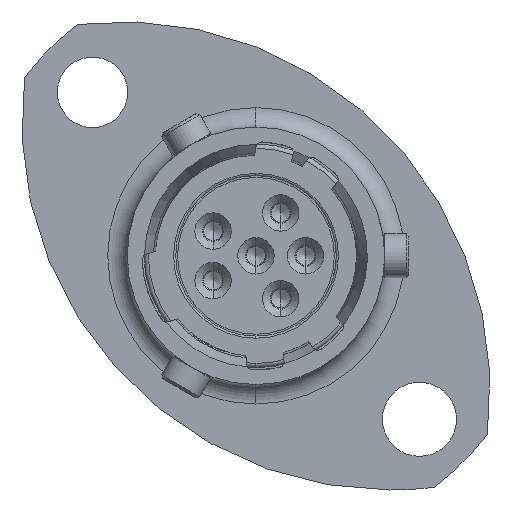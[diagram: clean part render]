
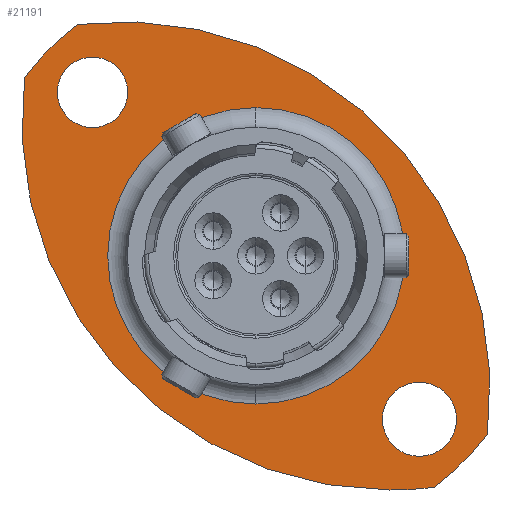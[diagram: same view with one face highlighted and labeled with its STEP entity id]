
A CAD part, left-side view. The second image highlights one B-rep face of the part: STEP entity #21191.
In plain terms, the highlighted planar face has unit normal (-1, 0, 0).
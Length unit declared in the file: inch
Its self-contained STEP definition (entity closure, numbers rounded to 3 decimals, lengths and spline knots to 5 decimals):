
#1226 = DIRECTION ( 'NONE',  ( 0., 0., -1. ) ) ;
#1856 = CARTESIAN_POINT ( 'NONE',  ( 0.62913, 0.42077, 0.32472 ) ) ;
#2039 = CARTESIAN_POINT ( 'NONE',  ( 0.62913, 0.29718, 0.29718 ) ) ;
#2412 = CARTESIAN_POINT ( 'NONE',  ( 0.62913, 0., 0. ) ) ;
#2718 = AXIS2_PLACEMENT_3D ( 'NONE', #33860, #13196, #37266 ) ;
#2820 = EDGE_CURVE ( 'NONE', #20674, #29405, #28683, .T. ) ;
#2969 = ORIENTED_EDGE ( 'NONE', *, *, #10120, .T. ) ;
#3058 = DIRECTION ( 'NONE',  ( -1., 0., 0. ) ) ;
#3353 = CARTESIAN_POINT ( 'NONE',  ( 0.62913, 0., 0. ) ) ;
#3629 = AXIS2_PLACEMENT_3D ( 'NONE', #27924, #7249, #31387 ) ;
#3695 = AXIS2_PLACEMENT_3D ( 'NONE', #23565, #3058, #27026 ) ;
#5407 = DIRECTION ( 'NONE',  ( 0., 0., -1. ) ) ;
#5578 = CARTESIAN_POINT ( 'NONE',  ( 0.62913, 0., 0.26949 ) ) ;
#5679 = CIRCLE ( 'NONE', #3629, 0.66929 ) ;
#6092 = DIRECTION ( 'NONE',  ( -1., 0., 0. ) ) ;
#6681 = DIRECTION ( 'NONE',  ( 0., 0., -1. ) ) ;
#7249 = DIRECTION ( 'NONE',  ( -1., 0., 0. ) ) ;
#7402 = CIRCLE ( 'NONE', #19040, 0.5315 ) ;
#8107 = FACE_OUTER_BOUND ( 'NONE', #30337, .T. ) ;
#8999 = DIRECTION ( 'NONE',  ( 0., 0., -1. ) ) ;
#9248 = CIRCLE ( 'NONE', #38764, 0.06398 ) ;
#10120 = EDGE_CURVE ( 'NONE', #19948, #10895, #7402, .T. ) ;
#10895 = VERTEX_POINT ( 'NONE', #19849 ) ;
#11581 = EDGE_CURVE ( 'NONE', #35804, #25119, #23327, .T. ) ;
#11912 = ORIENTED_EDGE ( 'NONE', *, *, #18754, .F. ) ;
#11943 = CARTESIAN_POINT ( 'NONE',  ( 0.62913, 0., 0. ) ) ;
#12561 = CIRCLE ( 'NONE', #19911, 0.06398 ) ;
#13196 = DIRECTION ( 'NONE',  ( -1., 0., 0. ) ) ;
#13759 = DIRECTION ( 'NONE',  ( -1., 0., 0. ) ) ;
#15159 = EDGE_CURVE ( 'NONE', #15913, #40436, #43026, .T. ) ;
#15375 = DIRECTION ( 'NONE',  ( 0., 0., 1. ) ) ;
#15819 = CARTESIAN_POINT ( 'NONE',  ( 0.62913, 0.23406, 0. ) ) ;
#15853 = AXIS2_PLACEMENT_3D ( 'NONE', #42134, #21710, #1226 ) ;
#15913 = VERTEX_POINT ( 'NONE', #29331 ) ;
#15928 = AXIS2_PLACEMENT_3D ( 'NONE', #3353, #27336, #6681 ) ;
#15983 = CIRCLE ( 'NONE', #24163, 0.06739 ) ;
#17035 = EDGE_CURVE ( 'NONE', #10895, #35804, #32141, .T. ) ;
#17239 = EDGE_LOOP ( 'NONE', ( #27578, #11912 ) ) ;
#17258 = FACE_BOUND ( 'NONE', #17239, .T. ) ;
#17391 = CARTESIAN_POINT ( 'NONE',  ( 0.62913, -0.29718, -0.29718 ) ) ;
#18416 = CARTESIAN_POINT ( 'NONE',  ( 0.62913, -0.29718, -0.22979 ) ) ;
#18541 = VERTEX_POINT ( 'NONE', #21211 ) ;
#18754 = EDGE_CURVE ( 'NONE', #29896, #36665, #9248, .T. ) ;
#19040 = AXIS2_PLACEMENT_3D ( 'NONE', #11943, #35986, #15375 ) ;
#19317 = DIRECTION ( 'NONE',  ( 0., 0., -1. ) ) ;
#19714 = CARTESIAN_POINT ( 'NONE',  ( 0.62913, 0.29718, 0.36116 ) ) ;
#19849 = CARTESIAN_POINT ( 'NONE',  ( 0.62913, -0.42077, -0.32472 ) ) ;
#19911 = AXIS2_PLACEMENT_3D ( 'NONE', #34414, #13759, #37834 ) ;
#19948 = VERTEX_POINT ( 'NONE', #38947 ) ;
#20118 = DIRECTION ( 'NONE',  ( 1., 0., 0. ) ) ;
#20235 = EDGE_CURVE ( 'NONE', #25119, #18541, #24089, .T. ) ;
#20497 = ORIENTED_EDGE ( 'NONE', *, *, #2820, .T. ) ;
#20674 = VERTEX_POINT ( 'NONE', #5578 ) ;
#20943 = DIRECTION ( 'NONE',  ( 0., 0., -1. ) ) ;
#21191 = ADVANCED_FACE ( 'NONE', ( #26461, #31872, #17258, #8107 ), #22658, .F. ) ;
#21211 = CARTESIAN_POINT ( 'NONE',  ( 0.62913, -0.24359, -0.4257 ) ) ;
#21710 = DIRECTION ( 'NONE',  ( -1., 0., 0. ) ) ;
#21986 = AXIS2_PLACEMENT_3D ( 'NONE', #15819, #39856, #19317 ) ;
#22658 = PLANE ( 'NONE',  #21986 ) ;
#23287 = AXIS2_PLACEMENT_3D ( 'NONE', #2412, #20118, #8999 ) ;
#23327 = CIRCLE ( 'NONE', #3695, 0.5315 ) ;
#23565 = CARTESIAN_POINT ( 'NONE',  ( 0.62913, 0., 0. ) ) ;
#24089 = CIRCLE ( 'NONE', #2718, 0.66929 ) ;
#24091 = AXIS2_PLACEMENT_3D ( 'NONE', #26715, #6092, #30189 ) ;
#24163 = AXIS2_PLACEMENT_3D ( 'NONE', #17391, #41380, #20943 ) ;
#25119 = VERTEX_POINT ( 'NONE', #1856 ) ;
#25286 = EDGE_LOOP ( 'NONE', ( #25924, #20497 ) ) ;
#25924 = ORIENTED_EDGE ( 'NONE', *, *, #34054, .T. ) ;
#25992 = DIRECTION ( 'NONE',  ( -1., 0., 0. ) ) ;
#26117 = CIRCLE ( 'NONE', #15928, 0.26949 ) ;
#26461 = FACE_BOUND ( 'NONE', #25286, .T. ) ;
#26715 = CARTESIAN_POINT ( 'NONE',  ( 0.62913, 0.24359, -0.24359 ) ) ;
#27026 = DIRECTION ( 'NONE',  ( 0., 0., 1. ) ) ;
#27336 = DIRECTION ( 'NONE',  ( 1., 0., 0. ) ) ;
#27388 = ORIENTED_EDGE ( 'NONE', *, *, #30341, .F. ) ;
#27578 = ORIENTED_EDGE ( 'NONE', *, *, #31723, .F. ) ;
#27924 = CARTESIAN_POINT ( 'NONE',  ( 0.62913, -0.24359, 0.24359 ) ) ;
#27984 = EDGE_CURVE ( 'NONE', #18541, #19948, #5679, .T. ) ;
#28683 = CIRCLE ( 'NONE', #23287, 0.26949 ) ;
#29331 = CARTESIAN_POINT ( 'NONE',  ( 0.62913, -0.29718, -0.36457 ) ) ;
#29405 = VERTEX_POINT ( 'NONE', #43525 ) ;
#29565 = EDGE_LOOP ( 'NONE', ( #31637, #27388 ) ) ;
#29896 = VERTEX_POINT ( 'NONE', #19714 ) ;
#30189 = DIRECTION ( 'NONE',  ( 0., 0., -1. ) ) ;
#30337 = EDGE_LOOP ( 'NONE', ( #36543, #39468, #2969, #41524, #37826 ) ) ;
#30341 = EDGE_CURVE ( 'NONE', #40436, #15913, #15983, .T. ) ;
#31387 = DIRECTION ( 'NONE',  ( 0., 0., -1. ) ) ;
#31637 = ORIENTED_EDGE ( 'NONE', *, *, #15159, .F. ) ;
#31723 = EDGE_CURVE ( 'NONE', #36665, #29896, #12561, .T. ) ;
#31872 = FACE_BOUND ( 'NONE', #29565, .T. ) ;
#32141 = CIRCLE ( 'NONE', #24091, 0.66929 ) ;
#33860 = CARTESIAN_POINT ( 'NONE',  ( 0.62913, -0.24359, 0.24359 ) ) ;
#34054 = EDGE_CURVE ( 'NONE', #29405, #20674, #26117, .T. ) ;
#34414 = CARTESIAN_POINT ( 'NONE',  ( 0.62913, 0.29718, 0.29718 ) ) ;
#35066 = CARTESIAN_POINT ( 'NONE',  ( 0.62913, 0.29718, 0.2332 ) ) ;
#35804 = VERTEX_POINT ( 'NONE', #40185 ) ;
#35986 = DIRECTION ( 'NONE',  ( -1., 0., 0. ) ) ;
#36543 = ORIENTED_EDGE ( 'NONE', *, *, #20235, .T. ) ;
#36665 = VERTEX_POINT ( 'NONE', #35066 ) ;
#37266 = DIRECTION ( 'NONE',  ( 0., 0., -1. ) ) ;
#37826 = ORIENTED_EDGE ( 'NONE', *, *, #11581, .T. ) ;
#37834 = DIRECTION ( 'NONE',  ( 0., 0., -1. ) ) ;
#38764 = AXIS2_PLACEMENT_3D ( 'NONE', #2039, #25992, #5407 ) ;
#38947 = CARTESIAN_POINT ( 'NONE',  ( 0.62913, -0.32472, -0.42077 ) ) ;
#39468 = ORIENTED_EDGE ( 'NONE', *, *, #27984, .T. ) ;
#39856 = DIRECTION ( 'NONE',  ( 1., 0., 0. ) ) ;
#40185 = CARTESIAN_POINT ( 'NONE',  ( 0.62913, 0.32472, 0.42077 ) ) ;
#40436 = VERTEX_POINT ( 'NONE', #18416 ) ;
#41380 = DIRECTION ( 'NONE',  ( -1., 0., 0. ) ) ;
#41524 = ORIENTED_EDGE ( 'NONE', *, *, #17035, .T. ) ;
#42134 = CARTESIAN_POINT ( 'NONE',  ( 0.62913, -0.29718, -0.29718 ) ) ;
#43026 = CIRCLE ( 'NONE', #15853, 0.06739 ) ;
#43525 = CARTESIAN_POINT ( 'NONE',  ( 0.62913, 0., -0.26949 ) ) ;
